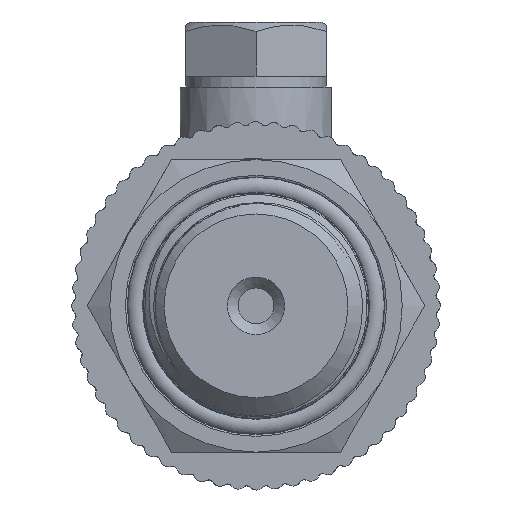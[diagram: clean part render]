
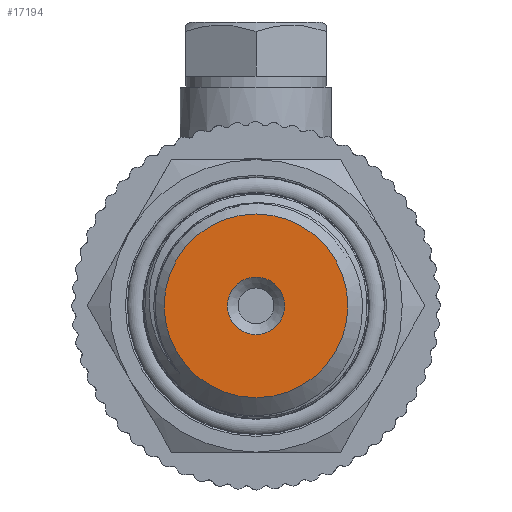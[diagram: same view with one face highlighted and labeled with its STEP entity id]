
A CAD part, left-side view. The second image highlights one B-rep face of the part: STEP entity #17194.
In plain terms, the highlighted planar face has unit normal (-1, 0, 0).
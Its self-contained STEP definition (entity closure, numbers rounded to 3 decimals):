
#621=PLANE('',#18137);
#800=FACE_BOUND('',#2168,.T.);
#1168=FACE_OUTER_BOUND('',#2167,.T.);
#2167=EDGE_LOOP('',(#12912));
#2168=EDGE_LOOP('',(#12913));
#2951=CIRCLE('',#18100,8.478);
#2969=CIRCLE('',#18136,2.65);
#7157=VERTEX_POINT('',#33914);
#7176=VERTEX_POINT('',#36853);
#9259=EDGE_CURVE('',#7157,#7157,#2951,.T.);
#9297=EDGE_CURVE('',#7176,#7176,#2969,.T.);
#12912=ORIENTED_EDGE('',*,*,#9259,.T.);
#12913=ORIENTED_EDGE('',*,*,#9297,.T.);
#17194=ADVANCED_FACE('',(#1168,#800),#621,.T.);
#18100=AXIS2_PLACEMENT_3D('',#33916,#19817,#19818);
#18136=AXIS2_PLACEMENT_3D('',#36855,#19896,#19897);
#18137=AXIS2_PLACEMENT_3D('',#36856,#19898,#19899);
#19817=DIRECTION('center_axis',(-1.,0.,0.));
#19818=DIRECTION('ref_axis',(0.,1.,0.));
#19896=DIRECTION('center_axis',(1.,0.,0.));
#19897=DIRECTION('ref_axis',(0.,0.,-1.));
#19898=DIRECTION('center_axis',(-1.,0.,0.));
#19899=DIRECTION('ref_axis',(0.,0.,1.));
#33914=CARTESIAN_POINT('',(-61.,-8.478,0.));
#33916=CARTESIAN_POINT('Origin',(-61.,0.,0.));
#36853=CARTESIAN_POINT('',(-61.,-2.65,0.));
#36855=CARTESIAN_POINT('Origin',(-61.,0.,0.));
#36856=CARTESIAN_POINT('Origin',(-61.,10.478,0.));
